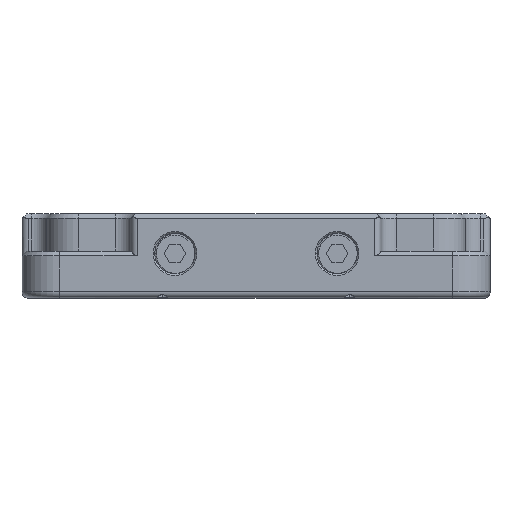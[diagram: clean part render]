
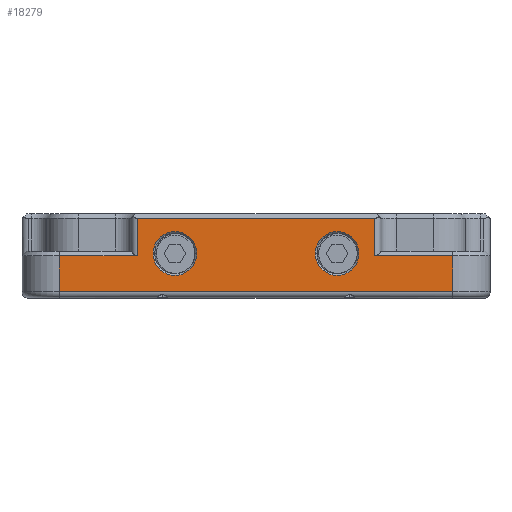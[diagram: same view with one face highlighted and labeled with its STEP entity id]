
A CAD part, top view. The second image highlights one B-rep face of the part: STEP entity #18279.
In plain terms, the highlighted planar face has unit normal (0, 0, 1).
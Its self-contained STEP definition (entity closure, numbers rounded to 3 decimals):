
#35 = ORIENTED_EDGE ( 'NONE', *, *, #9438, .T. ) ;
#207 = CARTESIAN_POINT ( 'NONE',  ( -38., 27., 58. ) ) ;
#408 = VERTEX_POINT ( 'NONE', #11457 ) ;
#455 = EDGE_CURVE ( 'NONE', #28365, #5672, #23297, .T. ) ;
#884 = CARTESIAN_POINT ( 'NONE',  ( -19., 14.2, 58. ) ) ;
#951 = VERTEX_POINT ( 'NONE', #12474 ) ;
#1378 = DIRECTION ( 'NONE',  ( -1., 0., 0. ) ) ;
#1797 = FACE_OUTER_BOUND ( 'NONE', #8041, .T. ) ;
#1950 = VERTEX_POINT ( 'NONE', #27859 ) ;
#2068 = LINE ( 'NONE', #3730, #22842 ) ;
#2877 = AXIS2_PLACEMENT_3D ( 'NONE', #4065, #30027, #20864 ) ;
#3152 = CARTESIAN_POINT ( 'NONE',  ( -75., 25.5, 58. ) ) ;
#3166 = VECTOR ( 'NONE', #21594, 1000. ) ;
#3465 = ORIENTED_EDGE ( 'NONE', *, *, #5784, .T. ) ;
#3658 = ORIENTED_EDGE ( 'NONE', *, *, #26814, .T. ) ;
#3730 = CARTESIAN_POINT ( 'NONE',  ( -75., 13.5, 58. ) ) ;
#3951 = DIRECTION ( 'NONE',  ( -1., 0., 0. ) ) ;
#4065 = CARTESIAN_POINT ( 'NONE',  ( -26., 14.2, 58. ) ) ;
#4358 = CARTESIAN_POINT ( 'NONE',  ( 19., 14.2, 58. ) ) ;
#5139 = LINE ( 'NONE', #13572, #23309 ) ;
#5569 = CARTESIAN_POINT ( 'NONE',  ( -75., 27., 58. ) ) ;
#5672 = VERTEX_POINT ( 'NONE', #20424 ) ;
#5737 = DIRECTION ( 'NONE',  ( -1., 0., 0. ) ) ;
#5764 = ORIENTED_EDGE ( 'NONE', *, *, #455, .T. ) ;
#5784 = EDGE_CURVE ( 'NONE', #15146, #1950, #20343, .T. ) ;
#6315 = CARTESIAN_POINT ( 'NONE',  ( 26., 14.2, 58. ) ) ;
#6460 = DIRECTION ( 'NONE',  ( 0., -1., 0. ) ) ;
#7099 = ORIENTED_EDGE ( 'NONE', *, *, #20956, .T. ) ;
#7849 = DIRECTION ( 'NONE',  ( -1., 0., 0. ) ) ;
#8035 = DIRECTION ( 'NONE',  ( -1., 0., 0. ) ) ;
#8041 = EDGE_LOOP ( 'NONE', ( #17819, #7099, #22179, #3658, #19364, #35, #11153, #20374 ) ) ;
#8148 = FACE_BOUND ( 'NONE', #18674, .T. ) ;
#8174 = CARTESIAN_POINT ( 'NONE',  ( 63., 27., 58. ) ) ;
#8610 = LINE ( 'NONE', #12067, #14208 ) ;
#9438 = EDGE_CURVE ( 'NONE', #11238, #23553, #27989, .T. ) ;
#9466 = DIRECTION ( 'NONE',  ( 1., 0., 0. ) ) ;
#9504 = VERTEX_POINT ( 'NONE', #30079 ) ;
#10160 = PLANE ( 'NONE',  #15145 ) ;
#10360 = CARTESIAN_POINT ( 'NONE',  ( 38., 25.5, 58. ) ) ;
#10566 = ORIENTED_EDGE ( 'NONE', *, *, #18756, .T. ) ;
#10689 = CIRCLE ( 'NONE', #28990, 7. ) ;
#11153 = ORIENTED_EDGE ( 'NONE', *, *, #19976, .T. ) ;
#11238 = VERTEX_POINT ( 'NONE', #24509 ) ;
#11327 = EDGE_CURVE ( 'NONE', #17493, #11238, #11842, .T. ) ;
#11457 = CARTESIAN_POINT ( 'NONE',  ( 63., 13.5, 58. ) ) ;
#11561 = CARTESIAN_POINT ( 'NONE',  ( -38., 13.5, 58. ) ) ;
#11842 = LINE ( 'NONE', #3152, #16273 ) ;
#11949 = EDGE_LOOP ( 'NONE', ( #5764, #10566 ) ) ;
#12067 = CARTESIAN_POINT ( 'NONE',  ( -31.732, 2., 58. ) ) ;
#12258 = FACE_BOUND ( 'NONE', #11949, .T. ) ;
#12474 = CARTESIAN_POINT ( 'NONE',  ( 38., 13.5, 58. ) ) ;
#12507 = CARTESIAN_POINT ( 'NONE',  ( 26., 14.2, 58. ) ) ;
#12815 = DIRECTION ( 'NONE',  ( -1., 0., 0. ) ) ;
#13478 = CIRCLE ( 'NONE', #19993, 7. ) ;
#13572 = CARTESIAN_POINT ( 'NONE',  ( -63., 27., 58. ) ) ;
#14208 = VECTOR ( 'NONE', #9466, 1000. ) ;
#14657 = EDGE_CURVE ( 'NONE', #29644, #9504, #5139, .T. ) ;
#14723 = VECTOR ( 'NONE', #8035, 1000. ) ;
#14949 = LINE ( 'NONE', #8174, #17870 ) ;
#15145 = AXIS2_PLACEMENT_3D ( 'NONE', #5569, #22056, #7849 ) ;
#15146 = VERTEX_POINT ( 'NONE', #4358 ) ;
#15344 = DIRECTION ( 'NONE',  ( 0., 1., 0. ) ) ;
#16273 = VECTOR ( 'NONE', #5737, 1000. ) ;
#17375 = CARTESIAN_POINT ( 'NONE',  ( -75., 13.5, 58. ) ) ;
#17493 = VERTEX_POINT ( 'NONE', #30464 ) ;
#17548 = DIRECTION ( 'NONE',  ( 0., 0., -1. ) ) ;
#17819 = ORIENTED_EDGE ( 'NONE', *, *, #28032, .T. ) ;
#17870 = VECTOR ( 'NONE', #22162, 1000. ) ;
#18279 = ADVANCED_FACE ( 'NONE', ( #12258, #8148, #1797 ), #10160, .F. ) ;
#18674 = EDGE_LOOP ( 'NONE', ( #20048, #3465 ) ) ;
#18756 = EDGE_CURVE ( 'NONE', #5672, #28365, #10689, .T. ) ;
#18776 = LINE ( 'NONE', #10360, #24308 ) ;
#19049 = CARTESIAN_POINT ( 'NONE',  ( -26., 14.2, 58. ) ) ;
#19364 = ORIENTED_EDGE ( 'NONE', *, *, #11327, .T. ) ;
#19976 = EDGE_CURVE ( 'NONE', #23553, #29644, #24306, .T. ) ;
#19993 = AXIS2_PLACEMENT_3D ( 'NONE', #12507, #17548, #12815 ) ;
#20048 = ORIENTED_EDGE ( 'NONE', *, *, #29023, .T. ) ;
#20343 = CIRCLE ( 'NONE', #26412, 7. ) ;
#20374 = ORIENTED_EDGE ( 'NONE', *, *, #14657, .T. ) ;
#20424 = CARTESIAN_POINT ( 'NONE',  ( -33., 14.2, 58. ) ) ;
#20864 = DIRECTION ( 'NONE',  ( -1., 0., 0. ) ) ;
#20956 = EDGE_CURVE ( 'NONE', #23856, #408, #14949, .T. ) ;
#21594 = DIRECTION ( 'NONE',  ( 0., -1., 0. ) ) ;
#22056 = DIRECTION ( 'NONE',  ( 0., 0., -1. ) ) ;
#22162 = DIRECTION ( 'NONE',  ( 0., 1., 0. ) ) ;
#22179 = ORIENTED_EDGE ( 'NONE', *, *, #23732, .T. ) ;
#22842 = VECTOR ( 'NONE', #1378, 1000. ) ;
#22873 = CARTESIAN_POINT ( 'NONE',  ( -63., 13.5, 58. ) ) ;
#23297 = CIRCLE ( 'NONE', #2877, 7. ) ;
#23309 = VECTOR ( 'NONE', #6460, 1000. ) ;
#23553 = VERTEX_POINT ( 'NONE', #11561 ) ;
#23732 = EDGE_CURVE ( 'NONE', #408, #951, #2068, .T. ) ;
#23856 = VERTEX_POINT ( 'NONE', #30168 ) ;
#24104 = DIRECTION ( 'NONE',  ( -1., 0., 0. ) ) ;
#24306 = LINE ( 'NONE', #17375, #14723 ) ;
#24308 = VECTOR ( 'NONE', #15344, 1000. ) ;
#24509 = CARTESIAN_POINT ( 'NONE',  ( -38., 25.5, 58. ) ) ;
#26412 = AXIS2_PLACEMENT_3D ( 'NONE', #6315, #30106, #3951 ) ;
#26814 = EDGE_CURVE ( 'NONE', #951, #17493, #18776, .T. ) ;
#27859 = CARTESIAN_POINT ( 'NONE',  ( 33., 14.2, 58. ) ) ;
#27989 = LINE ( 'NONE', #207, #3166 ) ;
#28032 = EDGE_CURVE ( 'NONE', #9504, #23856, #8610, .T. ) ;
#28365 = VERTEX_POINT ( 'NONE', #884 ) ;
#28823 = DIRECTION ( 'NONE',  ( 0., 0., -1. ) ) ;
#28990 = AXIS2_PLACEMENT_3D ( 'NONE', #19049, #28823, #24104 ) ;
#29023 = EDGE_CURVE ( 'NONE', #1950, #15146, #13478, .T. ) ;
#29644 = VERTEX_POINT ( 'NONE', #22873 ) ;
#30027 = DIRECTION ( 'NONE',  ( 0., 0., -1. ) ) ;
#30079 = CARTESIAN_POINT ( 'NONE',  ( -63., 2., 58. ) ) ;
#30106 = DIRECTION ( 'NONE',  ( 0., 0., -1. ) ) ;
#30168 = CARTESIAN_POINT ( 'NONE',  ( 63., 2., 58. ) ) ;
#30464 = CARTESIAN_POINT ( 'NONE',  ( 38., 25.5, 58. ) ) ;
